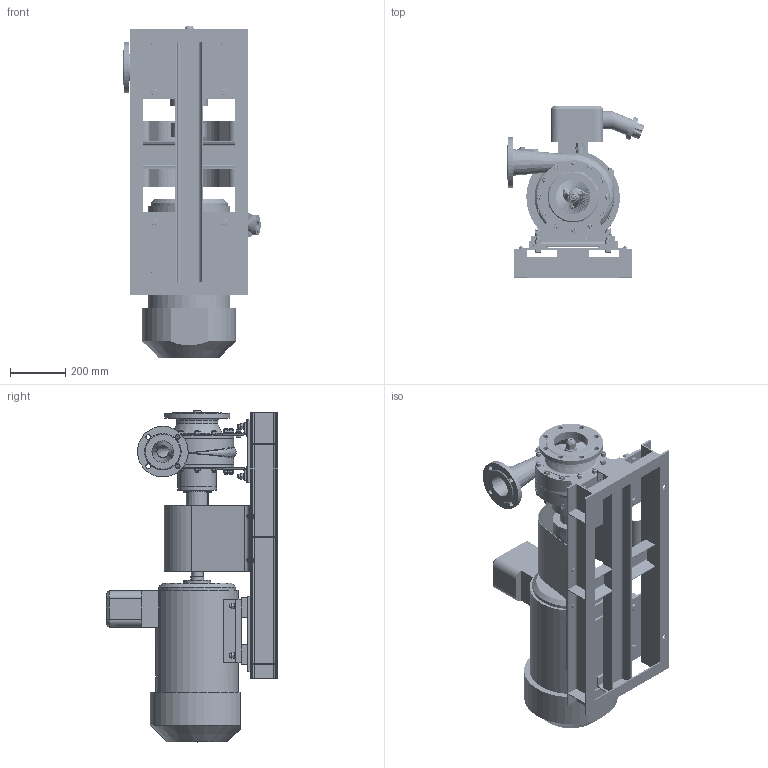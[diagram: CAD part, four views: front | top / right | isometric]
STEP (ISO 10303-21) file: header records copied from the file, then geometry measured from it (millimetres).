
FILE_DESCRIPTION (( 'STEP AP214' ), '1' );
FILE_NAME ('5ﾍ.20.00.00-02 ﾓﾎﾄﾍ 201-125-80-18,5-ﾒ.STEP', '2020-01-13T06:14:07', ( '' ), ( '' ), 'SwSTEP 2.0', 'SolidWorks 2019', '' );
FILE_SCHEMA (( 'AUTOMOTIVE_DESIGN' ));
Length unit declared in the file: millimetre
Products named in the file (1): 5ﾍ.20.00.00-02 ﾓﾎﾄﾍ 201-125-80-18,5-ﾒ
Bounding box: 498.96 x 622 x 1206 mm (x, y, z)
Surface area: 5801581.6 mm2 (no closed solid volume)
Topology: 0 solids, 210 shells, 3149 faces, 6945 edges, 4317 vertices
Faces by surface type: plane 1251, cylinder 944, cone 726, torus 157, bspline 71
Entity records: 174678 total; most frequent: CARTESIAN_POINT 68881, DIRECTION 14552, ORIENTED_EDGE 13866, EDGE_CURVE 6935, AXIS2_PLACEMENT_3D 5845, VERTEX_POINT 4317, EDGE_LOOP 3611, UNCERTAINTY_MEASURE_WITH_UNIT 3358
